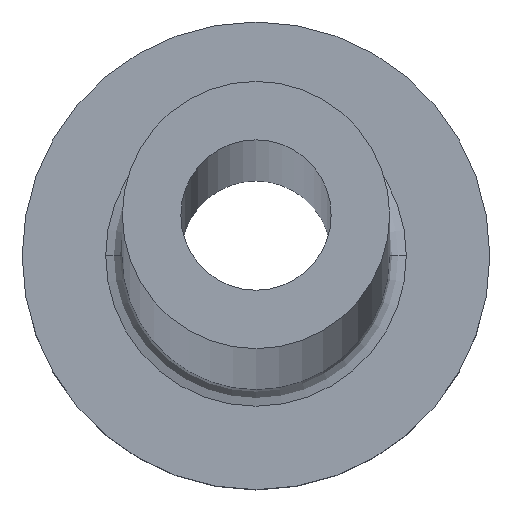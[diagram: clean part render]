
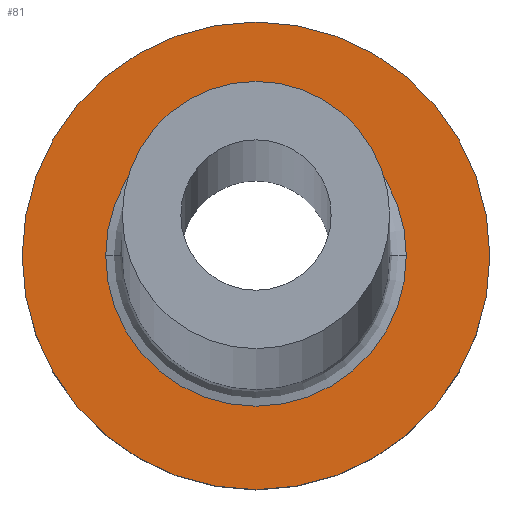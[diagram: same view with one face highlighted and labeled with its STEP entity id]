
A CAD part, top view. The second image highlights one B-rep face of the part: STEP entity #81.
In plain terms, the highlighted planar face has unit normal (0, 0, 1).
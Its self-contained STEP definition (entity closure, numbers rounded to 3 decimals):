
#13 = FACE_BOUND ( 'NONE', #205, .T. ) ;
#16 = VERTEX_POINT ( 'NONE', #243 ) ;
#22 = EDGE_CURVE ( 'NONE', #82, #16, #27, .T. ) ;
#27 = CIRCLE ( 'NONE', #343, 7. ) ;
#41 = CARTESIAN_POINT ( 'NONE',  ( 0., 0., 5. ) ) ;
#51 = DIRECTION ( 'NONE',  ( 0., 0., 1. ) ) ;
#52 = VERTEX_POINT ( 'NONE', #128 ) ;
#60 = CIRCLE ( 'NONE', #350, 4.5 ) ;
#65 = CARTESIAN_POINT ( 'NONE',  ( 0., 0., 5. ) ) ;
#70 = FACE_OUTER_BOUND ( 'NONE', #146, .T. ) ;
#76 = CIRCLE ( 'NONE', #85, 4.5 ) ;
#81 = ADVANCED_FACE ( 'NONE', ( #13, #70 ), #301, .T. ) ;
#82 = VERTEX_POINT ( 'NONE', #247 ) ;
#83 = CARTESIAN_POINT ( 'NONE',  ( 0., 0., 5. ) ) ;
#85 = AXIS2_PLACEMENT_3D ( 'NONE', #65, #216, #215 ) ;
#114 = DIRECTION ( 'NONE',  ( 1., 0., 0. ) ) ;
#119 = EDGE_CURVE ( 'NONE', #208, #52, #76, .T. ) ;
#125 = DIRECTION ( 'NONE',  ( 0., 0., 1. ) ) ;
#128 = CARTESIAN_POINT ( 'NONE',  ( 4.5, 0., 5. ) ) ;
#133 = CARTESIAN_POINT ( 'NONE',  ( 0., 0., 5. ) ) ;
#134 = ORIENTED_EDGE ( 'NONE', *, *, #119, .T. ) ;
#146 = EDGE_LOOP ( 'NONE', ( #181, #149 ) ) ;
#149 = ORIENTED_EDGE ( 'NONE', *, *, #22, .T. ) ;
#167 = CARTESIAN_POINT ( 'NONE',  ( -4.5, 0., 5. ) ) ;
#181 = ORIENTED_EDGE ( 'NONE', *, *, #206, .T. ) ;
#204 = CIRCLE ( 'NONE', #249, 7. ) ;
#205 = EDGE_LOOP ( 'NONE', ( #294, #134 ) ) ;
#206 = EDGE_CURVE ( 'NONE', #16, #82, #204, .T. ) ;
#208 = VERTEX_POINT ( 'NONE', #167 ) ;
#215 = DIRECTION ( 'NONE',  ( 1., 0., 0. ) ) ;
#216 = DIRECTION ( 'NONE',  ( 0., 0., -1. ) ) ;
#218 = DIRECTION ( 'NONE',  ( 0., 0., 1. ) ) ;
#242 = DIRECTION ( 'NONE',  ( 1., 0., 0. ) ) ;
#243 = CARTESIAN_POINT ( 'NONE',  ( -7., 0., 5. ) ) ;
#247 = CARTESIAN_POINT ( 'NONE',  ( 7., 0., 5. ) ) ;
#249 = AXIS2_PLACEMENT_3D ( 'NONE', #133, #51, #342 ) ;
#265 = DIRECTION ( 'NONE',  ( 0., 0., -1. ) ) ;
#272 = CARTESIAN_POINT ( 'NONE',  ( 0., 0., 5. ) ) ;
#273 = DIRECTION ( 'NONE',  ( 1., 0., 0. ) ) ;
#294 = ORIENTED_EDGE ( 'NONE', *, *, #375, .T. ) ;
#301 = PLANE ( 'NONE',  #377 ) ;
#342 = DIRECTION ( 'NONE',  ( 1., 0., 0. ) ) ;
#343 = AXIS2_PLACEMENT_3D ( 'NONE', #272, #218, #273 ) ;
#350 = AXIS2_PLACEMENT_3D ( 'NONE', #83, #265, #114 ) ;
#375 = EDGE_CURVE ( 'NONE', #52, #208, #60, .T. ) ;
#377 = AXIS2_PLACEMENT_3D ( 'NONE', #41, #125, #242 ) ;
